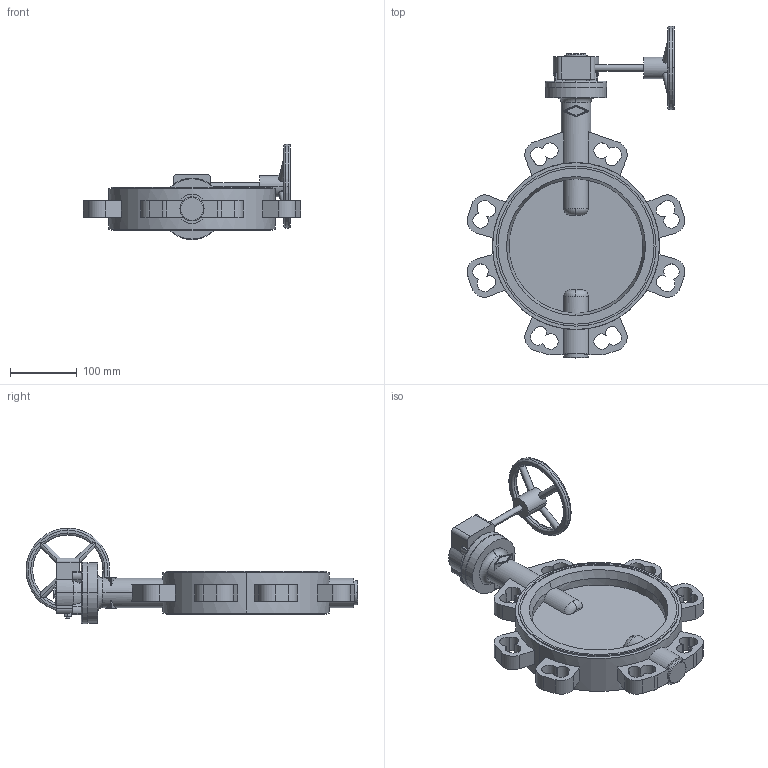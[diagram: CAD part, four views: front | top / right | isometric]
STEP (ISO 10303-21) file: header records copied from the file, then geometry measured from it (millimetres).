
FILE_DESCRIPTION( ( '' ), '1' );
FILE_NAME( 'c000006564.stp', '2017-03-13T09:42:53', ( '' ), ( '' ), ' ', ' ', ' ' );
FILE_SCHEMA( ( 'CONFIG_CONTROL_DESIGN' ) );
Length unit declared in the file: millimetre
Products named in the file (2): 1; 2
Bounding box: 324.95 x 495.5 x 142.5 mm (x, y, z)
Volume: 2407310.4 mm3; surface area: 319358.2 mm2
Topology: 2 solids, 2 shells, 337 faces, 938 edges, 626 vertices
Faces by surface type: cylinder 152, plane 148, torus 26, cone 11
Entity records: 12688 total; most frequent: CARTESIAN_POINT 3641, DIRECTION 1958, ORIENTED_EDGE 1876, EDGE_CURVE 938, AXIS2_PLACEMENT_3D 763, VERTEX_POINT 626, LINE 432, VECTOR 432
